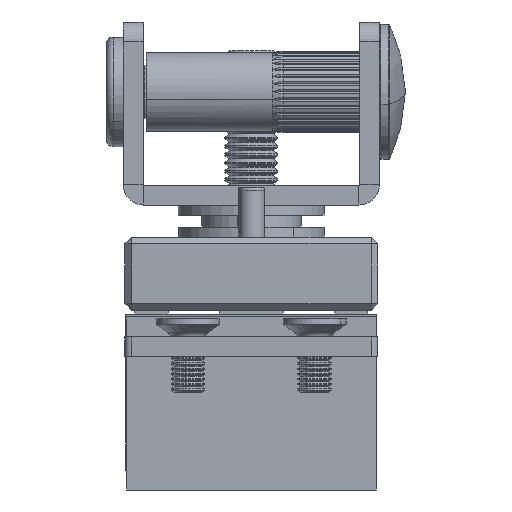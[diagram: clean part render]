
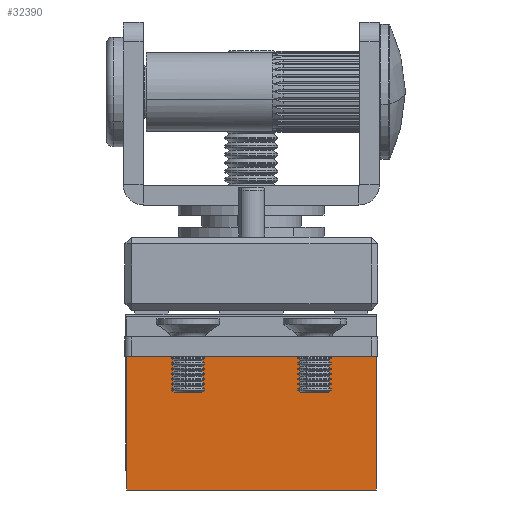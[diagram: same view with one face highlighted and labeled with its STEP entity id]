
A CAD part, left-side view. The second image highlights one B-rep face of the part: STEP entity #32390.
In plain terms, the highlighted planar face has unit normal (-1, 0, 0).
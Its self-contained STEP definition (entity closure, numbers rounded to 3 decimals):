
#4001 = ORIENTED_EDGE ( 'NONE', *, *, #22785, .T. ) ;
#4325 = LINE ( 'NONE', #42111, #12688 ) ;
#4758 = ORIENTED_EDGE ( 'NONE', *, *, #18706, .F. ) ;
#6591 = LINE ( 'NONE', #35912, #45014 ) ;
#7537 = VERTEX_POINT ( 'NONE', #11297 ) ;
#10266 = CARTESIAN_POINT ( 'NONE',  ( -93.5, 18.75, -3. ) ) ;
#11297 = CARTESIAN_POINT ( 'NONE',  ( -93.5, 18.75, 20. ) ) ;
#11448 = VECTOR ( 'NONE', #41460, 1000. ) ;
#12165 = CARTESIAN_POINT ( 'NONE',  ( -93.5, 18.75, -3. ) ) ;
#12688 = VECTOR ( 'NONE', #38428, 1000. ) ;
#12805 = FACE_OUTER_BOUND ( 'NONE', #44402, .T. ) ;
#12845 = EDGE_CURVE ( 'NONE', #53565, #49403, #27187, .T. ) ;
#15009 = CARTESIAN_POINT ( 'NONE',  ( -93.5, -18.75, -3. ) ) ;
#15861 = ORIENTED_EDGE ( 'NONE', *, *, #12845, .T. ) ;
#18706 = EDGE_CURVE ( 'NONE', #53565, #7537, #24841, .T. ) ;
#22785 = EDGE_CURVE ( 'NONE', #49403, #28548, #4325, .T. ) ;
#23805 = DIRECTION ( 'NONE',  ( 0., -1., 0. ) ) ;
#24841 = LINE ( 'NONE', #33850, #11448 ) ;
#25246 = CARTESIAN_POINT ( 'NONE',  ( -93.5, 18.75, 20. ) ) ;
#26064 = DIRECTION ( 'NONE',  ( 1., 0., 0. ) ) ;
#27187 = LINE ( 'NONE', #10266, #33904 ) ;
#28548 = VERTEX_POINT ( 'NONE', #41119 ) ;
#32390 = ADVANCED_FACE ( 'NONE', ( #12805 ), #51166, .F. ) ;
#33850 = CARTESIAN_POINT ( 'NONE',  ( -93.5, 18.75, 20. ) ) ;
#33904 = VECTOR ( 'NONE', #39574, 1000. ) ;
#34508 = ORIENTED_EDGE ( 'NONE', *, *, #51904, .F. ) ;
#35424 = AXIS2_PLACEMENT_3D ( 'NONE', #25246, #26064, #51723 ) ;
#35912 = CARTESIAN_POINT ( 'NONE',  ( -93.5, 18.75, 20. ) ) ;
#38428 = DIRECTION ( 'NONE',  ( 0., 0., 1. ) ) ;
#39574 = DIRECTION ( 'NONE',  ( 0., -1., 0. ) ) ;
#41119 = CARTESIAN_POINT ( 'NONE',  ( -93.5, -18.75, 20. ) ) ;
#41460 = DIRECTION ( 'NONE',  ( 0., 0., 1. ) ) ;
#42111 = CARTESIAN_POINT ( 'NONE',  ( -93.5, -18.75, 20. ) ) ;
#44402 = EDGE_LOOP ( 'NONE', ( #4001, #34508, #4758, #15861 ) ) ;
#45014 = VECTOR ( 'NONE', #23805, 1000. ) ;
#49403 = VERTEX_POINT ( 'NONE', #15009 ) ;
#51166 = PLANE ( 'NONE',  #35424 ) ;
#51723 = DIRECTION ( 'NONE',  ( 0., 1., 0. ) ) ;
#51904 = EDGE_CURVE ( 'NONE', #7537, #28548, #6591, .T. ) ;
#53565 = VERTEX_POINT ( 'NONE', #12165 ) ;
